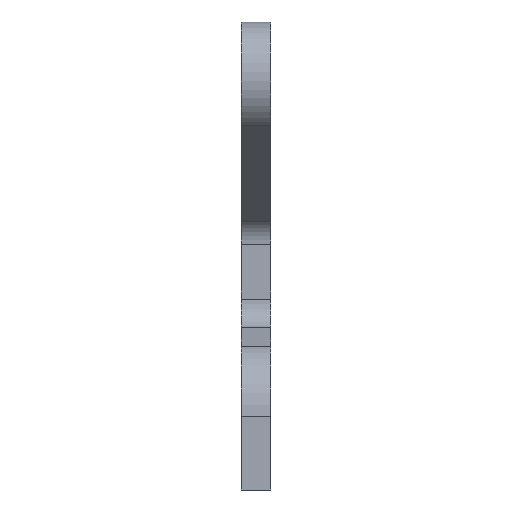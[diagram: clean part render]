
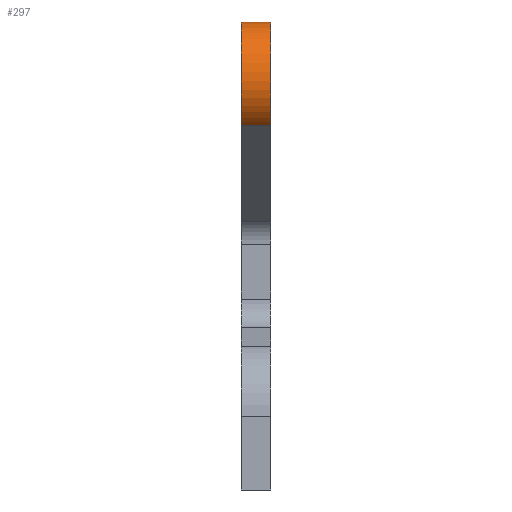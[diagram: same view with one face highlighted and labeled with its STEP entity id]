
A CAD part, left-side view. The second image highlights one B-rep face of the part: STEP entity #297.
In plain terms, the highlighted free-form (B-spline) face has degree [2, 1] with [3, 2] control points.
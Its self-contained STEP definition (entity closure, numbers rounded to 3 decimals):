
#297 = ADVANCED_FACE('',(#298),#330,.T.);
#298 = FACE_BOUND('',#299,.T.);
#299 = EDGE_LOOP('',(#300,#310,#317,#325));
#300 = ORIENTED_EDGE('',*,*,#301,.F.);
#301 = EDGE_CURVE('',#302,#304,#306,.T.);
#302 = VERTEX_POINT('',#303);
#303 = CARTESIAN_POINT('',(-82.341,0.,65.873));
#304 = VERTEX_POINT('',#305);
#305 = CARTESIAN_POINT('',(-92.926,0.,36.789));
#306 = ( BOUNDED_CURVE() B_SPLINE_CURVE(2,(#307,#308,#309),
.UNSPECIFIED.,.F.,.F.) B_SPLINE_CURVE_WITH_KNOTS((3,3),(0.,
2.443),.PIECEWISE_BEZIER_KNOTS.) CURVE() 
GEOMETRIC_REPRESENTATION_ITEM() RATIONAL_B_SPLINE_CURVE((1.,
0.342,1.)) REPRESENTATION_ITEM('') );
#307 = CARTESIAN_POINT('',(-82.341,0.,65.873));
#308 = CARTESIAN_POINT('',(-127.587,0.,65.873));
#309 = CARTESIAN_POINT('',(-92.926,0.,36.789));
#310 = ORIENTED_EDGE('',*,*,#311,.F.);
#311 = EDGE_CURVE('',#312,#302,#314,.T.);
#312 = VERTEX_POINT('',#313);
#313 = CARTESIAN_POINT('',(-82.341,8.234,
    65.873));
#314 = B_SPLINE_CURVE_WITH_KNOTS('',1,(#315,#316),.UNSPECIFIED.,.F.,.F.,
  (2,2),(-0.,10.),.PIECEWISE_BEZIER_KNOTS.);
#315 = CARTESIAN_POINT('',(-82.341,8.234,
    65.873));
#316 = CARTESIAN_POINT('',(-82.341,0.,65.873));
#317 = ORIENTED_EDGE('',*,*,#318,.T.);
#318 = EDGE_CURVE('',#312,#319,#321,.T.);
#319 = VERTEX_POINT('',#320);
#320 = CARTESIAN_POINT('',(-92.926,8.234,36.789
    ));
#321 = ( BOUNDED_CURVE() B_SPLINE_CURVE(2,(#322,#323,#324),
.UNSPECIFIED.,.F.,.F.) B_SPLINE_CURVE_WITH_KNOTS((3,3),(0.,
2.443),.PIECEWISE_BEZIER_KNOTS.) CURVE() 
GEOMETRIC_REPRESENTATION_ITEM() RATIONAL_B_SPLINE_CURVE((1.,
0.342,1.)) REPRESENTATION_ITEM('') );
#322 = CARTESIAN_POINT('',(-82.341,8.234,
    65.873));
#323 = CARTESIAN_POINT('',(-127.587,8.234,
    65.873));
#324 = CARTESIAN_POINT('',(-92.926,8.234,36.789
    ));
#325 = ORIENTED_EDGE('',*,*,#326,.T.);
#326 = EDGE_CURVE('',#319,#304,#327,.T.);
#327 = B_SPLINE_CURVE_WITH_KNOTS('',1,(#328,#329),.UNSPECIFIED.,.F.,.F.,
  (2,2),(-0.,10.),.PIECEWISE_BEZIER_KNOTS.);
#328 = CARTESIAN_POINT('',(-92.926,8.234,36.789
    ));
#329 = CARTESIAN_POINT('',(-92.926,0.,36.789));
#330 = ( BOUNDED_SURFACE() B_SPLINE_SURFACE(2,1,(
    (#331,#332)
    ,(#333,#334)
,(#335,#336
    )),.UNSPECIFIED.,.F.,.F.,.F.) B_SPLINE_SURFACE_WITH_KNOTS((3,3),(2,2
    ),(3.142,5.585),(0.,10.),.PIECEWISE_BEZIER_KNOTS.) 
GEOMETRIC_REPRESENTATION_ITEM() RATIONAL_B_SPLINE_SURFACE((
    (1.,1.)
    ,(0.342,0.342)
,(1.,1.))) REPRESENTATION_ITEM('') SURFACE() );
#331 = CARTESIAN_POINT('',(-82.341,8.234,
    65.873));
#332 = CARTESIAN_POINT('',(-82.341,0.,65.873));
#333 = CARTESIAN_POINT('',(-127.587,8.234,
    65.873));
#334 = CARTESIAN_POINT('',(-127.587,0.,65.873));
#335 = CARTESIAN_POINT('',(-92.926,8.234,36.789
    ));
#336 = CARTESIAN_POINT('',(-92.926,0.,36.789));
